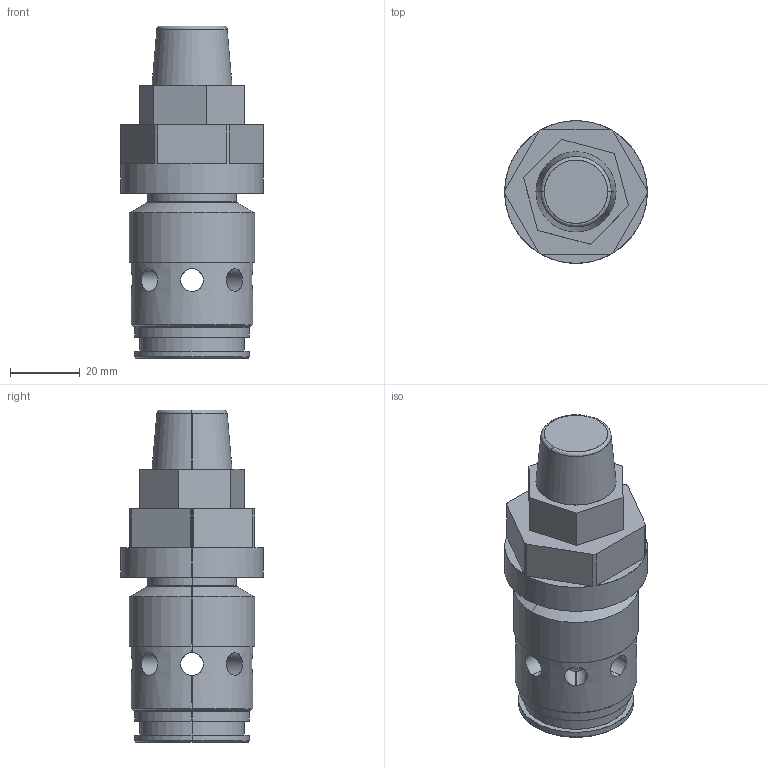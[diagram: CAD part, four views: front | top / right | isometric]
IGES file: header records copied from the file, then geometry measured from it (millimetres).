
Start section: SolidWorks IGES file using analytic representation for surfaces
Global section: file name: HEAD003101450.igs; native system: SolidWorks 2014; preprocessor: SolidWorks 2014; author: serviziopdm; date: 161123.101833; units: millimetre
Bounding box: 41 x 41 x 95.4 mm (x, y, z)
Surface area: 16870.4 mm2 (no closed solid volume)
Topology: 0 solids, 0 shells, 78 faces, 2088 edges, 2088 vertices
Faces by surface type: revolution 44, bspline 34
